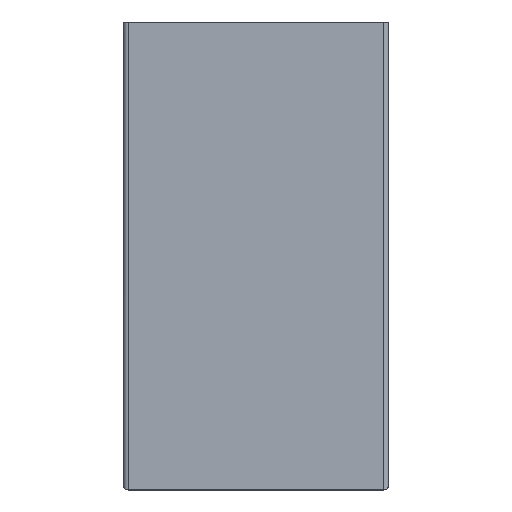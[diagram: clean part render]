
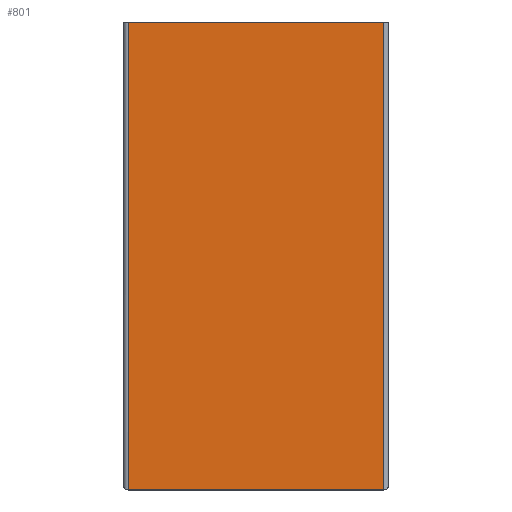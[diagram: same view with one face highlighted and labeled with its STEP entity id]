
A CAD part, left-side view. The second image highlights one B-rep face of the part: STEP entity #801.
In plain terms, the highlighted planar face has unit normal (-1, 0, 0).
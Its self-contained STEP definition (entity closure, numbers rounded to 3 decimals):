
#164 = CARTESIAN_POINT ( 'NONE',  ( 0., 67., 300. ) ) ;
#262 = VECTOR ( 'NONE', #2972, 1000. ) ;
#271 = LINE ( 'NONE', #2826, #262 ) ;
#298 = AXIS2_PLACEMENT_3D ( 'NONE', #935, #1661, #1528 ) ;
#362 = VECTOR ( 'NONE', #3683, 1000. ) ;
#387 = LINE ( 'NONE', #2746, #362 ) ;
#454 = CARTESIAN_POINT ( 'NONE',  ( 0., -97., 300. ) ) ;
#518 = CARTESIAN_POINT ( 'NONE',  ( 0., -97., 0. ) ) ;
#801 = ADVANCED_FACE ( 'NONE', ( #1977 ), #1588, .F. ) ;
#827 = VECTOR ( 'NONE', #2587, 1000. ) ;
#844 = LINE ( 'NONE', #454, #827 ) ;
#935 = CARTESIAN_POINT ( 'NONE',  ( 0., -97., 300. ) ) ;
#946 = VERTEX_POINT ( 'NONE', #518 ) ;
#965 = VECTOR ( 'NONE', #3618, 1000. ) ;
#984 = LINE ( 'NONE', #2322, #965 ) ;
#1528 = DIRECTION ( 'NONE',  ( 0., 0., -1. ) ) ;
#1588 = PLANE ( 'NONE',  #298 ) ;
#1649 = EDGE_CURVE ( 'NONE', #2997, #2732, #984, .T. ) ;
#1661 = DIRECTION ( 'NONE',  ( 1., 0., 0. ) ) ;
#1815 = EDGE_CURVE ( 'NONE', #2732, #946, #844, .T. ) ;
#1977 = FACE_OUTER_BOUND ( 'NONE', #3406, .T. ) ;
#2322 = CARTESIAN_POINT ( 'NONE',  ( 0., -97., 300. ) ) ;
#2361 = CARTESIAN_POINT ( 'NONE',  ( 0., 67., 0. ) ) ;
#2408 = CARTESIAN_POINT ( 'NONE',  ( 0., -97., 300. ) ) ;
#2587 = DIRECTION ( 'NONE',  ( 0., 0., -1. ) ) ;
#2676 = ORIENTED_EDGE ( 'NONE', *, *, #2938, .T. ) ;
#2678 = ORIENTED_EDGE ( 'NONE', *, *, #1815, .F. ) ;
#2681 = ORIENTED_EDGE ( 'NONE', *, *, #1649, .F. ) ;
#2697 = ORIENTED_EDGE ( 'NONE', *, *, #3021, .T. ) ;
#2732 = VERTEX_POINT ( 'NONE', #2408 ) ;
#2746 = CARTESIAN_POINT ( 'NONE',  ( 0., -97., 0. ) ) ;
#2826 = CARTESIAN_POINT ( 'NONE',  ( 0., 67., 300. ) ) ;
#2938 = EDGE_CURVE ( 'NONE', #3340, #946, #387, .T. ) ;
#2972 = DIRECTION ( 'NONE',  ( 0., 0., -1. ) ) ;
#2997 = VERTEX_POINT ( 'NONE', #164 ) ;
#3021 = EDGE_CURVE ( 'NONE', #2997, #3340, #271, .T. ) ;
#3340 = VERTEX_POINT ( 'NONE', #2361 ) ;
#3406 = EDGE_LOOP ( 'NONE', ( #2676, #2678, #2681, #2697 ) ) ;
#3618 = DIRECTION ( 'NONE',  ( 0., -1., 0. ) ) ;
#3683 = DIRECTION ( 'NONE',  ( 0., -1., 0. ) ) ;
